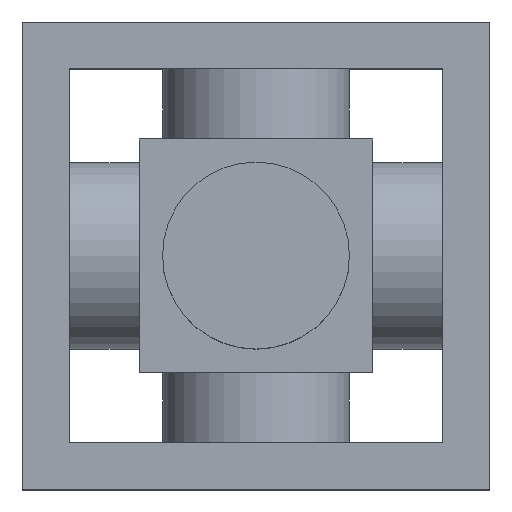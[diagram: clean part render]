
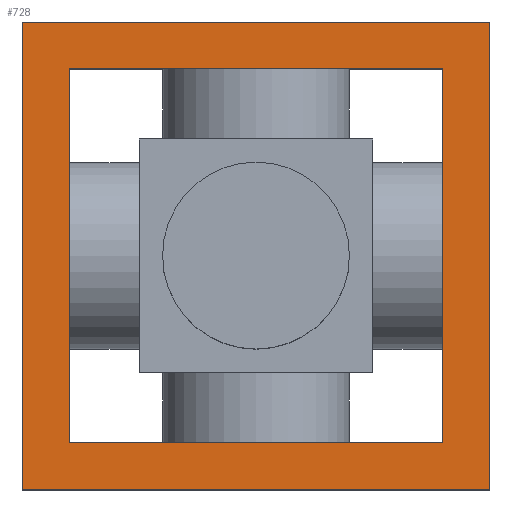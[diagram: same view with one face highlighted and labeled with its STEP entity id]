
A CAD part, top view. The second image highlights one B-rep face of the part: STEP entity #728.
In plain terms, the highlighted planar face has unit normal (0, 0, 1).
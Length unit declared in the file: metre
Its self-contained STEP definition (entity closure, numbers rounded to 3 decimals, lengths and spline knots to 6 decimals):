
#56=ORIENTED_EDGE('',*,*,#247,.T.);
#57=ORIENTED_EDGE('',*,*,#248,.F.);
#58=ORIENTED_EDGE('',*,*,#249,.F.);
#59=ORIENTED_EDGE('',*,*,#250,.T.);
#60=ORIENTED_EDGE('',*,*,#226,.T.);
#61=ORIENTED_EDGE('',*,*,#251,.F.);
#62=ORIENTED_EDGE('',*,*,#252,.F.);
#63=ORIENTED_EDGE('',*,*,#253,.T.);
#226=EDGE_CURVE('',#323,#322,#382,.T.);
#247=EDGE_CURVE('',#338,#339,#403,.T.);
#248=EDGE_CURVE('',#340,#339,#404,.T.);
#249=EDGE_CURVE('',#341,#340,#405,.T.);
#250=EDGE_CURVE('',#341,#338,#406,.T.);
#251=EDGE_CURVE('',#342,#322,#407,.T.);
#252=EDGE_CURVE('',#343,#342,#408,.T.);
#253=EDGE_CURVE('',#343,#323,#409,.T.);
#322=VERTEX_POINT('',#1069);
#323=VERTEX_POINT('',#1071);
#338=VERTEX_POINT('',#1113);
#339=VERTEX_POINT('',#1114);
#340=VERTEX_POINT('',#1116);
#341=VERTEX_POINT('',#1118);
#342=VERTEX_POINT('',#1121);
#343=VERTEX_POINT('',#1123);
#382=LINE('',#1070,#466);
#403=LINE('',#1112,#487);
#404=LINE('',#1115,#488);
#405=LINE('',#1117,#489);
#406=LINE('',#1119,#490);
#407=LINE('',#1120,#491);
#408=LINE('',#1122,#492);
#409=LINE('',#1124,#493);
#466=VECTOR('',#861,1.);
#487=VECTOR('',#894,1.);
#488=VECTOR('',#895,1.);
#489=VECTOR('',#896,1.);
#490=VECTOR('',#897,1.);
#491=VECTOR('',#898,1.);
#492=VECTOR('',#899,1.);
#493=VECTOR('',#900,1.);
#554=EDGE_LOOP('',(#56,#57,#58,#59));
#555=EDGE_LOOP('',(#60,#61,#62,#63));
#620=FACE_BOUND('',#554,.T.);
#621=FACE_BOUND('',#555,.T.);
#686=PLANE('',#800);
#728=ADVANCED_FACE('',(#620,#621),#686,.F.);
#800=AXIS2_PLACEMENT_3D('',#1111,#892,#893);
#861=DIRECTION('',(0.,-1.,0.));
#892=DIRECTION('',(0.,0.,-1.));
#893=DIRECTION('',(-1.,0.,0.));
#894=DIRECTION('',(1.,0.,0.));
#895=DIRECTION('',(0.,-1.,0.));
#896=DIRECTION('',(1.,0.,0.));
#897=DIRECTION('',(0.,-1.,0.));
#898=DIRECTION('',(1.,0.,0.));
#899=DIRECTION('',(0.,-1.,0.));
#900=DIRECTION('',(1.,0.,0.));
#1069=CARTESIAN_POINT('',(0.04,0.01,0.05));
#1070=CARTESIAN_POINT('',(0.04,0.05,0.05));
#1071=CARTESIAN_POINT('',(0.04,0.09,0.05));
#1111=CARTESIAN_POINT('',(0.,0.1,0.05));
#1112=CARTESIAN_POINT('',(0.,0.,0.05));
#1113=CARTESIAN_POINT('',(-0.05,0.,0.05));
#1114=CARTESIAN_POINT('',(0.05,0.,0.05));
#1115=CARTESIAN_POINT('',(0.05,0.1,0.05));
#1116=CARTESIAN_POINT('',(0.05,0.1,0.05));
#1117=CARTESIAN_POINT('',(0.,0.1,0.05));
#1118=CARTESIAN_POINT('',(-0.05,0.1,0.05));
#1119=CARTESIAN_POINT('',(-0.05,0.1,0.05));
#1120=CARTESIAN_POINT('',(0.,0.01,0.05));
#1121=CARTESIAN_POINT('',(-0.04,0.01,0.05));
#1122=CARTESIAN_POINT('',(-0.04,0.05,0.05));
#1123=CARTESIAN_POINT('',(-0.04,0.09,0.05));
#1124=CARTESIAN_POINT('',(0.,0.09,0.05));
